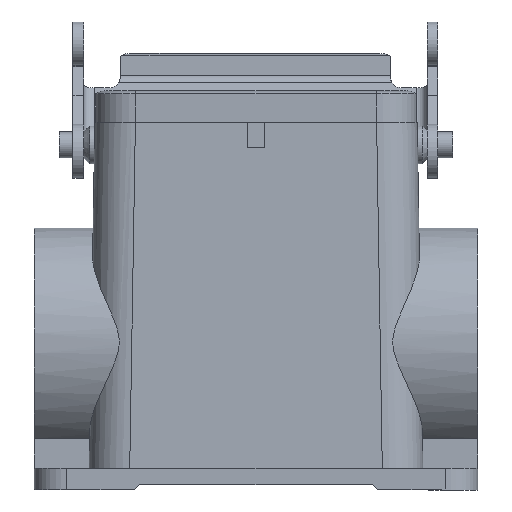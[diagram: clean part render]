
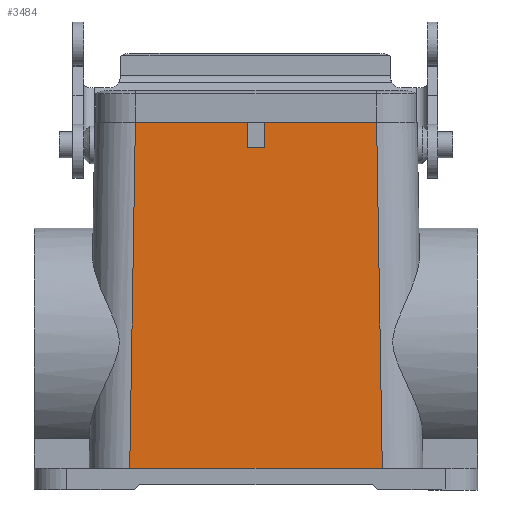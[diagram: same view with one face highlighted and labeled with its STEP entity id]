
A CAD part, front view. The second image highlights one B-rep face of the part: STEP entity #3484.
In plain terms, the highlighted planar face has unit normal (0, -1, 0.009).
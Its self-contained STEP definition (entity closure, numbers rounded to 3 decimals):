
#3088=CARTESIAN_POINT('',(1.6,-21.5,5.7));
#3089=VERTEX_POINT('',#3088);
#3096=CARTESIAN_POINT('',(22.3,-21.5,5.7));
#3097=VERTEX_POINT('',#3096);
#3098=CARTESIAN_POINT('',(1.6,-21.5,5.7));
#3099=DIRECTION('',(1.0,0.0,0.0));
#3100=VECTOR('',#3099,20.7);
#3101=LINE('',#3098,#3100);
#3102=EDGE_CURVE('',#3089,#3097,#3101,.T.);
#3137=CARTESIAN_POINT('',(-22.3,-21.5,5.7));
#3138=VERTEX_POINT('',#3137);
#3146=CARTESIAN_POINT('',(-1.6,-21.5,5.7));
#3147=VERTEX_POINT('',#3146);
#3148=CARTESIAN_POINT('',(-22.3,-21.5,5.7));
#3149=DIRECTION('',(1.0,0.0,0.0));
#3150=VECTOR('',#3149,20.7);
#3151=LINE('',#3148,#3150);
#3152=EDGE_CURVE('',#3138,#3147,#3151,.T.);
#3290=CARTESIAN_POINT('',(23.35,-22.075,-58.25));
#3291=VERTEX_POINT('',#3290);
#3299=CARTESIAN_POINT('',(-23.35,-22.075,-58.25));
#3300=VERTEX_POINT('',#3299);
#3301=CARTESIAN_POINT('',(-23.35,-22.075,-58.25));
#3302=DIRECTION('',(1.0,0.0,0.0));
#3303=VECTOR('',#3302,46.7);
#3304=LINE('',#3301,#3303);
#3305=EDGE_CURVE('',#3300,#3291,#3304,.T.);
#3440=CARTESIAN_POINT('',(0.0,-22.075,-58.25));
#3441=DIRECTION('',(0.0,-1.,0.009));
#3442=DIRECTION('',(0.0,-0.009,-1.));
#3443=AXIS2_PLACEMENT_3D('',#3440,#3441,#3442);
#3444=PLANE('',#3443);
#3445=CARTESIAN_POINT('',(-1.6,-21.542,1.012));
#3446=VERTEX_POINT('',#3445);
#3447=CARTESIAN_POINT('',(-1.6,-21.5,5.7));
#3448=DIRECTION('',(0.0,-0.009,-1.));
#3449=VECTOR('',#3448,4.689);
#3450=LINE('',#3447,#3449);
#3451=EDGE_CURVE('',#3147,#3446,#3450,.T.);
#3452=ORIENTED_EDGE('',*,*,#3451,.F.);
#3453=ORIENTED_EDGE('',*,*,#3152,.F.);
#3454=CARTESIAN_POINT('',(-22.3,-21.5,5.7));
#3455=DIRECTION('',(-0.016,-0.009,-1.));
#3456=VECTOR('',#3455,63.961);
#3457=LINE('',#3454,#3456);
#3458=EDGE_CURVE('',#3138,#3300,#3457,.T.);
#3459=ORIENTED_EDGE('',*,*,#3458,.T.);
#3460=ORIENTED_EDGE('',*,*,#3305,.T.);
#3461=CARTESIAN_POINT('',(23.35,-22.075,-58.25));
#3462=DIRECTION('',(-0.016,0.009,1.));
#3463=VECTOR('',#3462,63.961);
#3464=LINE('',#3461,#3463);
#3465=EDGE_CURVE('',#3291,#3097,#3464,.T.);
#3466=ORIENTED_EDGE('',*,*,#3465,.T.);
#3467=ORIENTED_EDGE('',*,*,#3102,.F.);
#3468=CARTESIAN_POINT('',(1.6,-21.542,1.012));
#3469=VERTEX_POINT('',#3468);
#3470=CARTESIAN_POINT('',(1.6,-21.542,1.012));
#3471=DIRECTION('',(0.,0.009,1.));
#3472=VECTOR('',#3471,4.689);
#3473=LINE('',#3470,#3472);
#3474=EDGE_CURVE('',#3469,#3089,#3473,.T.);
#3475=ORIENTED_EDGE('',*,*,#3474,.F.);
#3476=CARTESIAN_POINT('',(-1.6,-21.542,1.012));
#3477=DIRECTION('',(1.0,0.0,0.0));
#3478=VECTOR('',#3477,3.2);
#3479=LINE('',#3476,#3478);
#3480=EDGE_CURVE('',#3446,#3469,#3479,.T.);
#3481=ORIENTED_EDGE('',*,*,#3480,.F.);
#3482=EDGE_LOOP('',(#3452,#3453,#3459,#3460,#3466,#3467,#3475,#3481));
#3483=FACE_OUTER_BOUND('',#3482,.T.);
#3484=ADVANCED_FACE('',(#3483),#3444,.T.);
